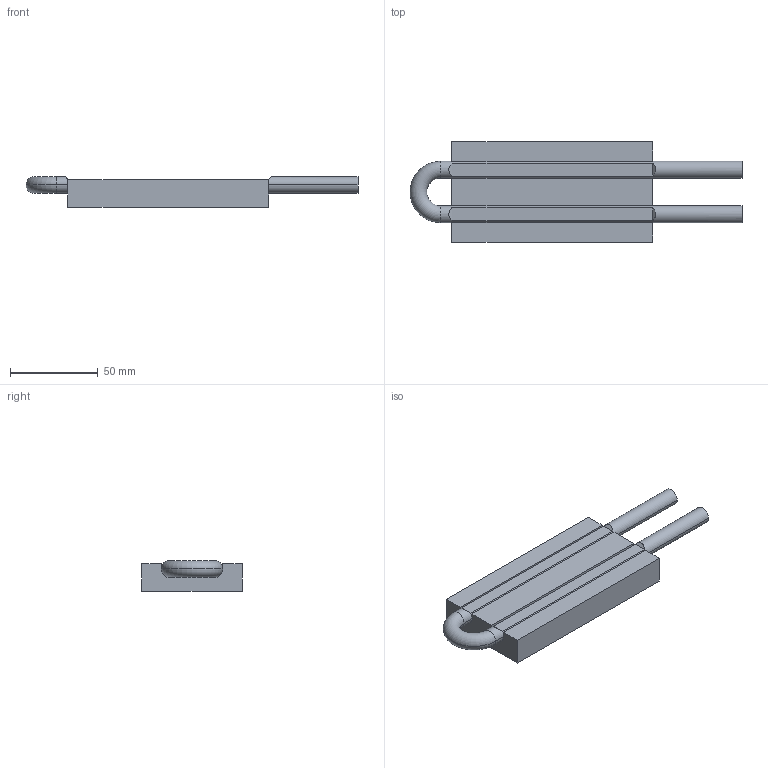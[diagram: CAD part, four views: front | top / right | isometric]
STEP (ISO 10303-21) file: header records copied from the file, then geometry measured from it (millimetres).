
FILE_DESCRIPTION (( 'STEP AP203' ), '1' );
FILE_NAME ('HB-2P-0450-CU-C.STEP', '2015-10-21T14:54:20', ( '' ), ( '' ), 'SwSTEP 2.0', 'SolidWorks 2013', '' );
FILE_SCHEMA (( 'CONFIG_CONTROL_DESIGN' ));
Length unit declared in the file: inch
Products named in the file (3): HB-2P-0450-CU-C; RT-2P-0450; BP-2P-2.25X0450
Assembly tree (2 placements, depth 2):
  HB-2P-0450-CU-C
    BP-2P-2.25X0450
    RT-2P-0450
Bounding box: 188.91 x 57.15 x 17.55 mm (x, y, z)
Volume: 109868.9 mm3; surface area: 34493.9 mm2
Topology: 2 solids, 2 shells, 38 faces, 86 edges, 56 vertices
Faces by surface type: plane 22, cylinder 14, torus 2
Entity records: 1379 total; most frequent: DIRECTION 198, CARTESIAN_POINT 197, ORIENTED_EDGE 172, EDGE_CURVE 86, AXIS2_PLACEMENT_3D 73, VERTEX_POINT 56, LINE 52, VECTOR 52
